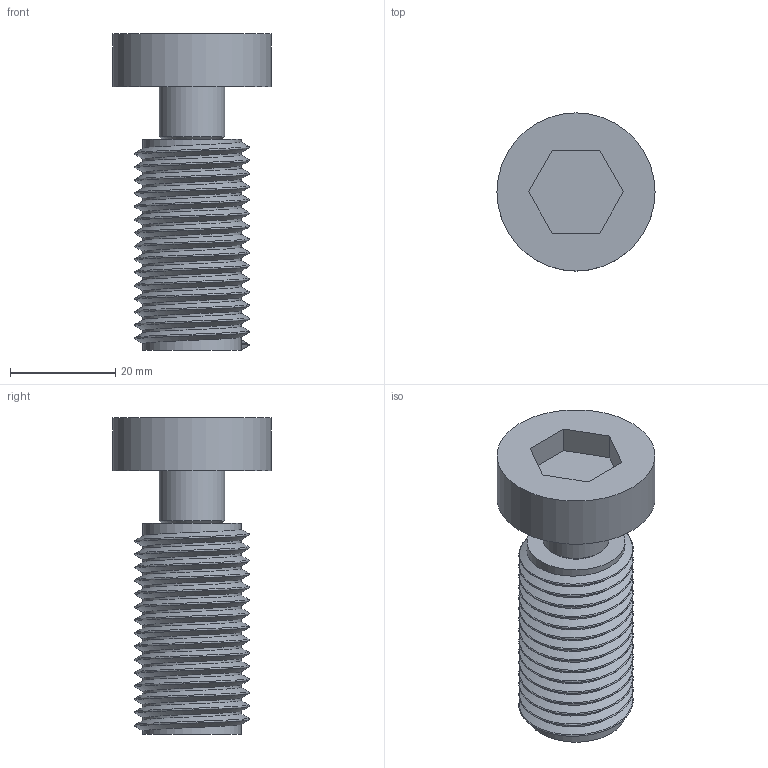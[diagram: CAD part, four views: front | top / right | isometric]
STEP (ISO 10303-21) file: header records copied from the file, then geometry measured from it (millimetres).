
FILE_DESCRIPTION(('FreeCAD Model'),'2;1');
FILE_NAME('Open CASCADE Shape Model','2025-04-15T14:25:36',('FreeCAD'),( 'FreeCAD'),'Open CASCADE STEP processor 7.8','FreeCAD','Unknown');
FILE_SCHEMA(('AUTOMOTIVE_DESIGN { 1 0 10303 214 1 1 1 1 }'));
Length unit declared in the file: millimetre
Products named in the file (1): Open CASCADE STEP translator 7.8 1
Bounding box: 30 x 30 x 60 mm (x, y, z)
Volume: 28976.1 mm3; surface area: 14086.6 mm2
Topology: 3 solids, 4 shells, 23 faces, 50 edges, 40 vertices
Faces by surface type: plane 14, cylinder 4, bspline 4, cone 1
Full cylindrical faces by diameter (mm): 12.5 x1, 18.6 x2, 30 x1
Entity records: 3624 total; most frequent: CARTESIAN_POINT 3152, DIRECTION 88, ORIENTED_EDGE 80, EDGE_CURVE 44, AXIS2_PLACEMENT_3D 31, VERTEX_POINT 29, LINE 26, VECTOR 26
